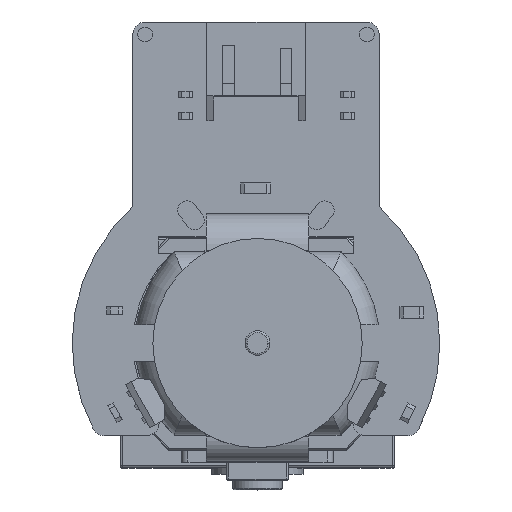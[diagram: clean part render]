
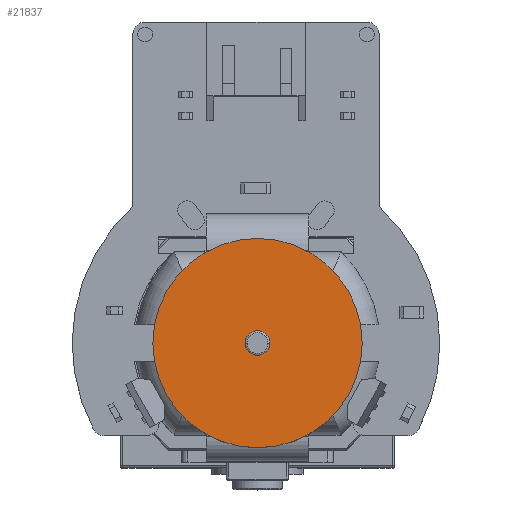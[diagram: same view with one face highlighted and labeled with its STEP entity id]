
A CAD part, top view. The second image highlights one B-rep face of the part: STEP entity #21837.
In plain terms, the highlighted planar face has unit normal (0, 0, 1).
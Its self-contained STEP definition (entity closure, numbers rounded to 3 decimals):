
#610 = DIRECTION ( 'NONE',  ( -1., 0., 0. ) ) ;
#1069 = CIRCLE ( 'NONE', #3983, 1. ) ;
#1205 = EDGE_LOOP ( 'NONE', ( #7967, #8156 ) ) ;
#1302 = VERTEX_POINT ( 'NONE', #21224 ) ;
#2294 = DIRECTION ( 'NONE',  ( -1., 0., 0. ) ) ;
#2796 = DIRECTION ( 'NONE',  ( 0., 0., -1. ) ) ;
#3309 = DIRECTION ( 'NONE',  ( -1., 0., 0. ) ) ;
#3983 = AXIS2_PLACEMENT_3D ( 'NONE', #9319, #2796, #4416 ) ;
#4416 = DIRECTION ( 'NONE',  ( -1., 0., 0. ) ) ;
#4691 = AXIS2_PLACEMENT_3D ( 'NONE', #16005, #12363, #2294 ) ;
#5031 = CIRCLE ( 'NONE', #5750, 1. ) ;
#5462 = VERTEX_POINT ( 'NONE', #14027 ) ;
#5750 = AXIS2_PLACEMENT_3D ( 'NONE', #7062, #13948, #3309 ) ;
#7062 = CARTESIAN_POINT ( 'NONE',  ( -6.915, 27.488, 28.195 ) ) ;
#7068 = EDGE_CURVE ( 'NONE', #1302, #12904, #5031, .T. ) ;
#7649 = CIRCLE ( 'NONE', #20433, 8.5 ) ;
#7967 = ORIENTED_EDGE ( 'NONE', *, *, #8426, .T. ) ;
#8156 = ORIENTED_EDGE ( 'NONE', *, *, #18819, .T. ) ;
#8423 = DIRECTION ( 'NONE',  ( 1., 0., 0. ) ) ;
#8426 = EDGE_CURVE ( 'NONE', #5462, #17185, #18569, .T. ) ;
#8869 = PLANE ( 'NONE',  #20060 ) ;
#9024 = EDGE_LOOP ( 'NONE', ( #17755, #13112 ) ) ;
#9074 = EDGE_CURVE ( 'NONE', #12904, #1302, #1069, .T. ) ;
#9319 = CARTESIAN_POINT ( 'NONE',  ( -6.915, 27.488, 28.195 ) ) ;
#10604 = FACE_BOUND ( 'NONE', #9024, .T. ) ;
#11153 = CARTESIAN_POINT ( 'NONE',  ( -6.915, 27.488, 28.195 ) ) ;
#12306 = FACE_OUTER_BOUND ( 'NONE', #1205, .T. ) ;
#12363 = DIRECTION ( 'NONE',  ( 0., 0., 1. ) ) ;
#12904 = VERTEX_POINT ( 'NONE', #13601 ) ;
#13112 = ORIENTED_EDGE ( 'NONE', *, *, #9074, .T. ) ;
#13601 = CARTESIAN_POINT ( 'NONE',  ( -5.915, 27.488, 28.195 ) ) ;
#13948 = DIRECTION ( 'NONE',  ( 0., 0., -1. ) ) ;
#14027 = CARTESIAN_POINT ( 'NONE',  ( -15.415, 27.488, 28.195 ) ) ;
#14583 = DIRECTION ( 'NONE',  ( 0., 0., 1. ) ) ;
#16005 = CARTESIAN_POINT ( 'NONE',  ( -6.915, 27.488, 28.195 ) ) ;
#17185 = VERTEX_POINT ( 'NONE', #18100 ) ;
#17445 = DIRECTION ( 'NONE',  ( 0., 0., 1. ) ) ;
#17755 = ORIENTED_EDGE ( 'NONE', *, *, #7068, .T. ) ;
#18100 = CARTESIAN_POINT ( 'NONE',  ( 1.585, 27.488, 28.195 ) ) ;
#18569 = CIRCLE ( 'NONE', #4691, 8.5 ) ;
#18819 = EDGE_CURVE ( 'NONE', #17185, #5462, #7649, .T. ) ;
#20060 = AXIS2_PLACEMENT_3D ( 'NONE', #20869, #17445, #8423 ) ;
#20433 = AXIS2_PLACEMENT_3D ( 'NONE', #11153, #14583, #610 ) ;
#20869 = CARTESIAN_POINT ( 'NONE',  ( -6.915, 27.488, 28.195 ) ) ;
#21224 = CARTESIAN_POINT ( 'NONE',  ( -7.915, 27.488, 28.195 ) ) ;
#21837 = ADVANCED_FACE ( 'NONE', ( #10604, #12306 ), #8869, .T. ) ;
